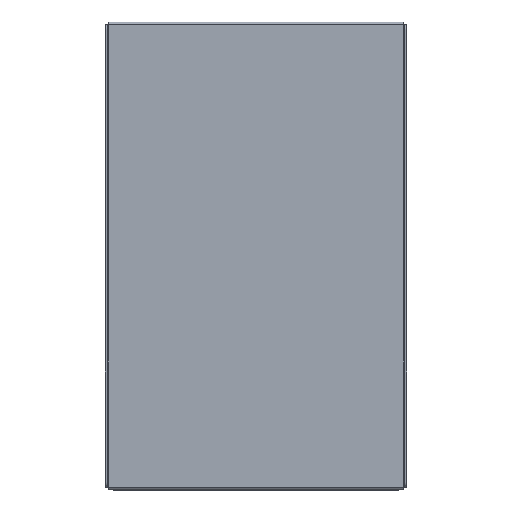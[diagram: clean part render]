
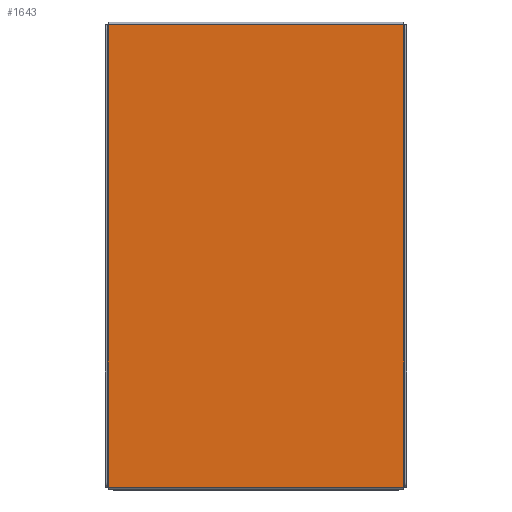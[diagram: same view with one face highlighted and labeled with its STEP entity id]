
A CAD part, top view. The second image highlights one B-rep face of the part: STEP entity #1643.
In plain terms, the highlighted planar face has unit normal (0, 0, 1).
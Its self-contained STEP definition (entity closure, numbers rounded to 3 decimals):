
#83 = EDGE_CURVE ( 'NONE', #506, #1071, #1518, .T. ) ;
#97 = CARTESIAN_POINT ( 'NONE',  ( -153., -234.5, 0. ) ) ;
#157 = AXIS2_PLACEMENT_3D ( 'NONE', #1487, #842, #311 ) ;
#258 = CARTESIAN_POINT ( 'NONE',  ( -153., 234.5, 0. ) ) ;
#311 = DIRECTION ( 'NONE',  ( 1., 0., 0. ) ) ;
#313 = VERTEX_POINT ( 'NONE', #943 ) ;
#334 = ORIENTED_EDGE ( 'NONE', *, *, #1648, .F. ) ;
#440 = DIRECTION ( 'NONE',  ( 0., -1., 0. ) ) ;
#475 = CARTESIAN_POINT ( 'NONE',  ( 150., -234.5, 0. ) ) ;
#492 = CARTESIAN_POINT ( 'NONE',  ( -150., -234.5, 0. ) ) ;
#506 = VERTEX_POINT ( 'NONE', #492 ) ;
#517 = VECTOR ( 'NONE', #1323, 1000. ) ;
#521 = DIRECTION ( 'NONE',  ( -1., 0., 0. ) ) ;
#550 = CARTESIAN_POINT ( 'NONE',  ( -150., -234.5, 0. ) ) ;
#555 = LINE ( 'NONE', #550, #517 ) ;
#572 = ORIENTED_EDGE ( 'NONE', *, *, #1307, .T. ) ;
#625 = ORIENTED_EDGE ( 'NONE', *, *, #1537, .F. ) ;
#649 = VECTOR ( 'NONE', #1392, 1000. ) ;
#842 = DIRECTION ( 'NONE',  ( 0., 0., 1. ) ) ;
#943 = CARTESIAN_POINT ( 'NONE',  ( -150., 234.5, 0. ) ) ;
#998 = LINE ( 'NONE', #1205, #1152 ) ;
#1071 = VERTEX_POINT ( 'NONE', #475 ) ;
#1079 = VECTOR ( 'NONE', #521, 1000. ) ;
#1088 = CARTESIAN_POINT ( 'NONE',  ( 150., 234.5, 0. ) ) ;
#1152 = VECTOR ( 'NONE', #440, 1000. ) ;
#1205 = CARTESIAN_POINT ( 'NONE',  ( 150., 234.5, 0. ) ) ;
#1279 = LINE ( 'NONE', #258, #1079 ) ;
#1307 = EDGE_CURVE ( 'NONE', #1586, #313, #1279, .T. ) ;
#1323 = DIRECTION ( 'NONE',  ( 0., 1., 0. ) ) ;
#1347 = EDGE_LOOP ( 'NONE', ( #572, #625, #1566, #334 ) ) ;
#1358 = PLANE ( 'NONE',  #157 ) ;
#1392 = DIRECTION ( 'NONE',  ( 1., 0., 0. ) ) ;
#1487 = CARTESIAN_POINT ( 'NONE',  ( 0., 0., 0. ) ) ;
#1518 = LINE ( 'NONE', #97, #649 ) ;
#1537 = EDGE_CURVE ( 'NONE', #506, #313, #555, .T. ) ;
#1566 = ORIENTED_EDGE ( 'NONE', *, *, #83, .T. ) ;
#1586 = VERTEX_POINT ( 'NONE', #1088 ) ;
#1643 = ADVANCED_FACE ( 'NONE', ( #1674 ), #1358, .T. ) ;
#1648 = EDGE_CURVE ( 'NONE', #1586, #1071, #998, .T. ) ;
#1674 = FACE_OUTER_BOUND ( 'NONE', #1347, .T. ) ;
